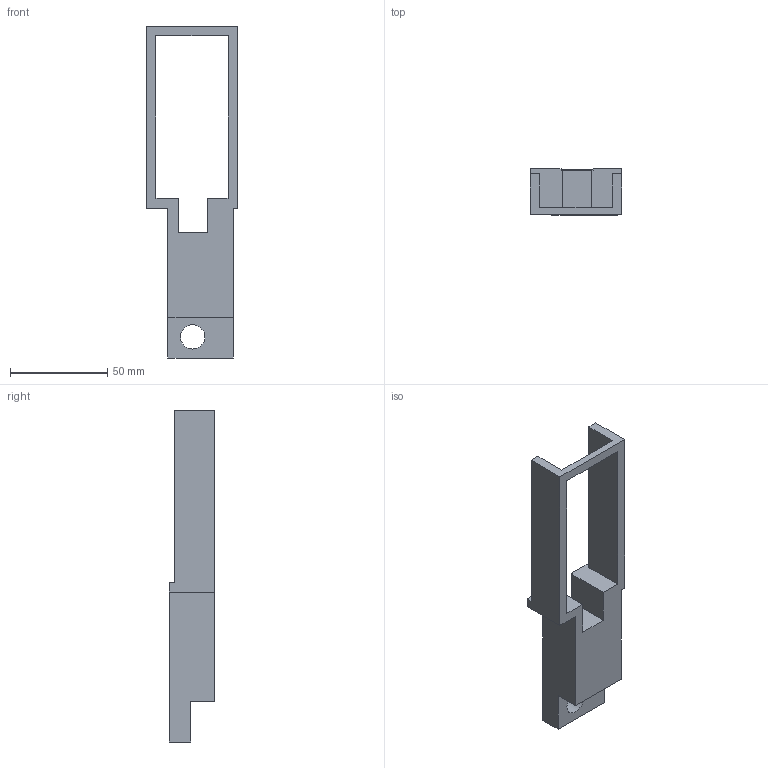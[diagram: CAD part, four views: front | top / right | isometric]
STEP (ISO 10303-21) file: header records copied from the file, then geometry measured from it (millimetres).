
FILE_DESCRIPTION(/* description */ (''),/* implementation_level */ '2;1');
FILE_NAME(/* name */ 'construction_buildplate_mk1.stp',/* time_stamp */ '2022-12-09T19:14:12+01:00',/* author */ ('Rik Ubaghs'),/* organization */ (''),/* preprocessor_version */ 'ST-DEVELOPER v18.1',/* originating_system */ 'Autodesk Inventor 2021',/* authorisation */ '');
FILE_SCHEMA (('AUTOMOTIVE_DESIGN { 1 0 10303 214 3 1 1 }'));
Length unit declared in the file: millimetre
Products named in the file (1): build_scope
Bounding box: 47 x 23.62 x 170.56 mm (x, y, z)
Volume: 68653.2 mm3; surface area: 21587.6 mm2
Topology: 1 solids, 1 shells, 32 faces, 94 edges, 63 vertices
Faces by surface type: plane 31, cylinder 1
Full cylindrical faces by diameter (mm): 12.5 x1
Entity records: 1098 total; most frequent: CARTESIAN_POINT 190, ORIENTED_EDGE 188, DIRECTION 163, EDGE_CURVE 94, LINE 91, VECTOR 91, VERTEX_POINT 63, AXIS2_PLACEMENT_3D 36
